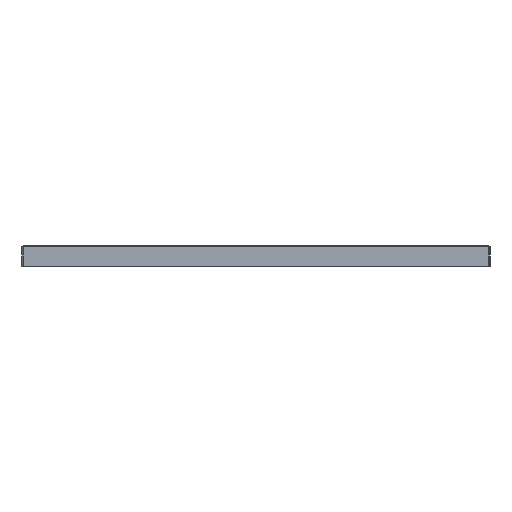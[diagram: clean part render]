
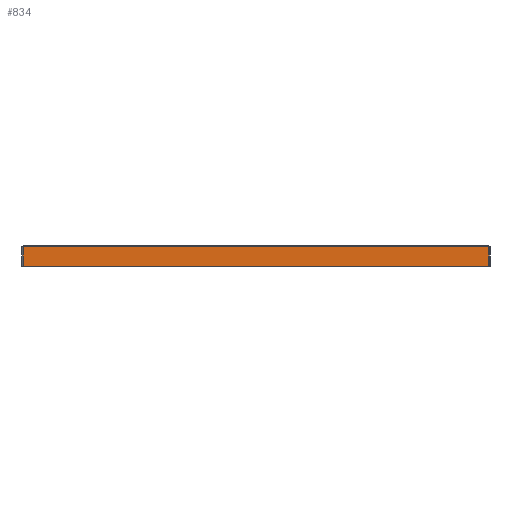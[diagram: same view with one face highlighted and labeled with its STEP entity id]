
A CAD part, left-side view. The second image highlights one B-rep face of the part: STEP entity #834.
In plain terms, the highlighted planar face has unit normal (-1, 0, 0).
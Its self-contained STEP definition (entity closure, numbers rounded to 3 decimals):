
#571=FACE_OUTER_BOUND('',#1313,.T.);
#834=ADVANCED_FACE('',(#571),#1014,.T.);
#1014=PLANE('',#5400);
#1313=EDGE_LOOP('',(#2693,#2694,#2695,#2696));
#2693=ORIENTED_EDGE('',*,*,#4157,.T.);
#2694=ORIENTED_EDGE('',*,*,#4158,.T.);
#2695=ORIENTED_EDGE('',*,*,#4159,.T.);
#2696=ORIENTED_EDGE('',*,*,#4160,.F.);
#3513=VERTEX_POINT('',#28053);
#3514=VERTEX_POINT('',#28054);
#3515=VERTEX_POINT('',#28056);
#3516=VERTEX_POINT('',#28058);
#4157=EDGE_CURVE('',#3513,#3514,#4642,.T.);
#4158=EDGE_CURVE('',#3514,#3515,#4643,.T.);
#4159=EDGE_CURVE('',#3515,#3516,#4644,.T.);
#4160=EDGE_CURVE('',#3513,#3516,#4645,.T.);
#4642=LINE('',#28052,#5012);
#4643=LINE('',#28055,#5013);
#4644=LINE('',#28057,#5014);
#4645=LINE('',#28059,#5015);
#5012=VECTOR('',#6524,1.);
#5013=VECTOR('',#6525,1.);
#5014=VECTOR('',#6526,1.);
#5015=VECTOR('',#6527,1.);
#5400=AXIS2_PLACEMENT_3D('',#28060,#6528,#6529);
#6524=DIRECTION('',(0.,0.,1.));
#6525=DIRECTION('',(0.,1.,0.));
#6526=DIRECTION('',(0.,0.,-1.));
#6527=DIRECTION('',(0.,1.,0.));
#6528=DIRECTION('',(-1.,0.,0.));
#6529=DIRECTION('',(0.,0.,1.));
#28052=CARTESIAN_POINT('',(-200.,-348.5,30.));
#28053=CARTESIAN_POINT('',(-200.,-348.5,0.));
#28054=CARTESIAN_POINT('',(-200.,-348.5,28.5));
#28055=CARTESIAN_POINT('',(-200.,348.5,28.5));
#28056=CARTESIAN_POINT('',(-200.,348.5,28.5));
#28057=CARTESIAN_POINT('',(-200.,348.5,30.));
#28058=CARTESIAN_POINT('',(-200.,348.5,0.));
#28059=CARTESIAN_POINT('',(-200.,-350.,0.));
#28060=CARTESIAN_POINT('',(-200.,-350.,30.));
